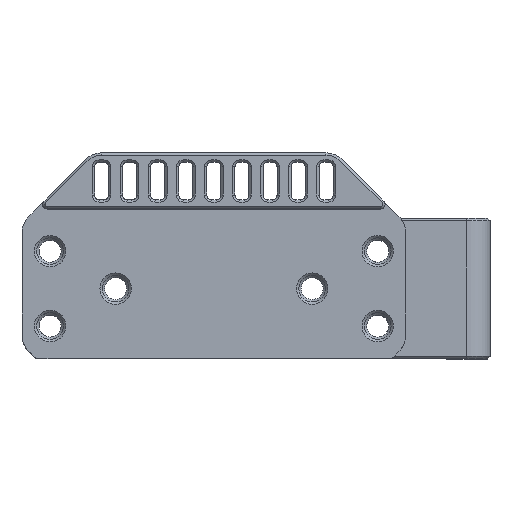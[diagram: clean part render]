
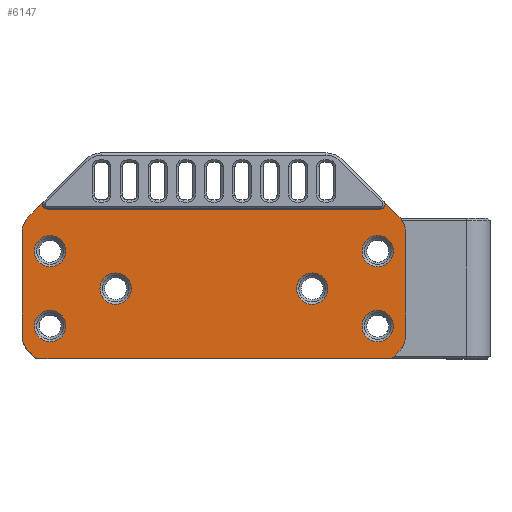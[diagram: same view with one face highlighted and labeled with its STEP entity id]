
A CAD part, top view. The second image highlights one B-rep face of the part: STEP entity #6147.
In plain terms, the highlighted planar face has unit normal (0, 0, 1).
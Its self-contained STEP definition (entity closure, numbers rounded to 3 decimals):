
#75=FACE_BOUND('',#1050,.T.);
#76=FACE_BOUND('',#1051,.T.);
#77=FACE_BOUND('',#1052,.T.);
#78=FACE_BOUND('',#1053,.T.);
#79=FACE_BOUND('',#1054,.T.);
#80=FACE_BOUND('',#1055,.T.);
#229=PLANE('',#6727);
#653=FACE_OUTER_BOUND('',#1049,.T.);
#1049=EDGE_LOOP('',(#5275,#5276,#5277,#5278,#5279,#5280,#5281,#5282,#5283,
#5284,#5285,#5286,#5287,#5288,#5289,#5290));
#1050=EDGE_LOOP('',(#5291));
#1051=EDGE_LOOP('',(#5292));
#1052=EDGE_LOOP('',(#5293));
#1053=EDGE_LOOP('',(#5294));
#1054=EDGE_LOOP('',(#5295));
#1055=EDGE_LOOP('',(#5296));
#1211=LINE('',#8763,#1810);
#1264=LINE('',#8978,#1863);
#1266=LINE('',#8983,#1865);
#1272=LINE('',#8995,#1871);
#1323=LINE('',#9153,#1922);
#1333=LINE('',#9181,#1932);
#1500=LINE('',#9622,#2099);
#1655=LINE('',#10038,#2254);
#1810=VECTOR('',#6911,10.);
#1863=VECTOR('',#7076,10.);
#1865=VECTOR('',#7082,10.);
#1871=VECTOR('',#7094,10.);
#1922=VECTOR('',#7273,10.);
#1932=VECTOR('',#7303,10.);
#2099=VECTOR('',#7790,10.);
#2254=VECTOR('',#8263,10.);
#2403=CIRCLE('',#6271,5.);
#2455=CIRCLE('',#6328,5.);
#2481=CIRCLE('',#6398,5.);
#2484=CIRCLE('',#6407,1.);
#2539=CIRCLE('',#6568,1.);
#2594=CIRCLE('',#6726,3.35);
#2595=CIRCLE('',#6728,1.);
#2596=CIRCLE('',#6729,1.);
#2597=CIRCLE('',#6730,5.);
#2598=CIRCLE('',#6731,3.35);
#2599=CIRCLE('',#6732,3.35);
#2600=CIRCLE('',#6733,3.35);
#2601=CIRCLE('',#6734,3.35);
#2602=CIRCLE('',#6735,3.35);
#2643=VERTEX_POINT('',#8739);
#2644=VERTEX_POINT('',#8740);
#2650=VERTEX_POINT('',#8761);
#2745=VERTEX_POINT('',#8957);
#2746=VERTEX_POINT('',#8958);
#2750=VERTEX_POINT('',#8976);
#2751=VERTEX_POINT('',#8982);
#2754=VERTEX_POINT('',#8994);
#2790=VERTEX_POINT('',#9143);
#2793=VERTEX_POINT('',#9151);
#2798=VERTEX_POINT('',#9171);
#2799=VERTEX_POINT('',#9173);
#2801=VERTEX_POINT('',#9179);
#2915=VERTEX_POINT('',#9618);
#3015=VERTEX_POINT('',#10031);
#3016=VERTEX_POINT('',#10035);
#3017=VERTEX_POINT('',#10037);
#3018=VERTEX_POINT('',#10041);
#3019=VERTEX_POINT('',#10043);
#3020=VERTEX_POINT('',#10045);
#3021=VERTEX_POINT('',#10047);
#3022=VERTEX_POINT('',#10049);
#3159=EDGE_CURVE('',#2643,#2644,#2403,.T.);
#3168=EDGE_CURVE('',#2643,#2650,#1211,.T.);
#3265=EDGE_CURVE('',#2745,#2746,#2455,.T.);
#3273=EDGE_CURVE('',#2745,#2750,#1264,.T.);
#3275=EDGE_CURVE('',#2751,#2644,#1266,.T.);
#3281=EDGE_CURVE('',#2754,#2746,#1272,.T.);
#3355=EDGE_CURVE('',#2750,#2790,#2481,.T.);
#3359=EDGE_CURVE('',#2790,#2793,#1323,.T.);
#3369=EDGE_CURVE('',#2798,#2799,#2484,.F.);
#3373=EDGE_CURVE('',#2801,#2798,#1333,.T.);
#3593=EDGE_CURVE('',#2915,#2793,#2539,.F.);
#3594=EDGE_CURVE('',#2915,#2799,#1500,.T.);
#3802=EDGE_CURVE('',#3015,#3015,#2594,.T.);
#3804=EDGE_CURVE('',#3016,#2650,#2595,.T.);
#3805=EDGE_CURVE('',#3016,#3017,#1655,.T.);
#3806=EDGE_CURVE('',#2754,#3017,#2596,.T.);
#3807=EDGE_CURVE('',#2801,#2751,#2597,.T.);
#3808=EDGE_CURVE('',#3018,#3018,#2598,.T.);
#3809=EDGE_CURVE('',#3019,#3019,#2599,.T.);
#3810=EDGE_CURVE('',#3020,#3020,#2600,.T.);
#3811=EDGE_CURVE('',#3021,#3021,#2601,.T.);
#3812=EDGE_CURVE('',#3022,#3022,#2602,.T.);
#5275=ORIENTED_EDGE('',*,*,#3159,.F.);
#5276=ORIENTED_EDGE('',*,*,#3168,.T.);
#5277=ORIENTED_EDGE('',*,*,#3804,.F.);
#5278=ORIENTED_EDGE('',*,*,#3805,.T.);
#5279=ORIENTED_EDGE('',*,*,#3806,.F.);
#5280=ORIENTED_EDGE('',*,*,#3281,.T.);
#5281=ORIENTED_EDGE('',*,*,#3265,.F.);
#5282=ORIENTED_EDGE('',*,*,#3273,.T.);
#5283=ORIENTED_EDGE('',*,*,#3355,.T.);
#5284=ORIENTED_EDGE('',*,*,#3359,.T.);
#5285=ORIENTED_EDGE('',*,*,#3593,.F.);
#5286=ORIENTED_EDGE('',*,*,#3594,.T.);
#5287=ORIENTED_EDGE('',*,*,#3369,.F.);
#5288=ORIENTED_EDGE('',*,*,#3373,.F.);
#5289=ORIENTED_EDGE('',*,*,#3807,.T.);
#5290=ORIENTED_EDGE('',*,*,#3275,.T.);
#5291=ORIENTED_EDGE('',*,*,#3808,.F.);
#5292=ORIENTED_EDGE('',*,*,#3809,.F.);
#5293=ORIENTED_EDGE('',*,*,#3810,.F.);
#5294=ORIENTED_EDGE('',*,*,#3811,.F.);
#5295=ORIENTED_EDGE('',*,*,#3812,.F.);
#5296=ORIENTED_EDGE('',*,*,#3802,.F.);
#6147=ADVANCED_FACE('',(#653,#75,#76,#77,#78,#79,#80),#229,.T.);
#6271=AXIS2_PLACEMENT_3D('',#8741,#6897,#6898);
#6328=AXIS2_PLACEMENT_3D('',#8959,#7064,#7065);
#6398=AXIS2_PLACEMENT_3D('',#9145,#7266,#7267);
#6407=AXIS2_PLACEMENT_3D('',#9174,#7295,#7296);
#6568=AXIS2_PLACEMENT_3D('',#9620,#7786,#7787);
#6726=AXIS2_PLACEMENT_3D('',#10032,#8256,#8257);
#6727=AXIS2_PLACEMENT_3D('',#10034,#8259,#8260);
#6728=AXIS2_PLACEMENT_3D('',#10036,#8261,#8262);
#6729=AXIS2_PLACEMENT_3D('',#10039,#8264,#8265);
#6730=AXIS2_PLACEMENT_3D('',#10040,#8266,#8267);
#6731=AXIS2_PLACEMENT_3D('',#10042,#8268,#8269);
#6732=AXIS2_PLACEMENT_3D('',#10044,#8270,#8271);
#6733=AXIS2_PLACEMENT_3D('',#10046,#8272,#8273);
#6734=AXIS2_PLACEMENT_3D('',#10048,#8274,#8275);
#6735=AXIS2_PLACEMENT_3D('',#10050,#8276,#8277);
#6897=DIRECTION('center_axis',(0.,0.,-1.));
#6898=DIRECTION('ref_axis',(0.924,0.383,0.));
#6911=DIRECTION('',(-0.707,0.707,0.));
#7064=DIRECTION('center_axis',(0.,0.,-1.));
#7065=DIRECTION('ref_axis',(-0.924,0.383,0.));
#7076=DIRECTION('',(0.,-1.,0.));
#7082=DIRECTION('',(0.,1.,0.));
#7094=DIRECTION('',(-0.707,-0.707,0.));
#7266=DIRECTION('center_axis',(0.,0.,1.));
#7267=DIRECTION('ref_axis',(-1.,0.,0.));
#7273=DIRECTION('',(0.707,-0.707,0.));
#7295=DIRECTION('center_axis',(0.,0.,-1.));
#7296=DIRECTION('ref_axis',(0.924,0.383,0.));
#7303=DIRECTION('',(-0.707,-0.707,0.));
#7786=DIRECTION('center_axis',(0.,0.,-1.));
#7787=DIRECTION('ref_axis',(-0.924,0.383,0.));
#7790=DIRECTION('',(1.,0.,0.));
#8256=DIRECTION('center_axis',(0.,0.,1.));
#8257=DIRECTION('ref_axis',(-1.,0.,0.));
#8259=DIRECTION('center_axis',(0.,0.,1.));
#8260=DIRECTION('ref_axis',(-1.,0.,0.));
#8261=DIRECTION('center_axis',(0.,0.,-1.));
#8262=DIRECTION('ref_axis',(0.383,0.924,0.));
#8263=DIRECTION('',(-1.,0.,0.));
#8264=DIRECTION('center_axis',(0.,0.,-1.));
#8265=DIRECTION('ref_axis',(-0.383,0.924,0.));
#8266=DIRECTION('center_axis',(0.,0.,1.));
#8267=DIRECTION('ref_axis',(0.707,-0.707,0.));
#8268=DIRECTION('center_axis',(0.,0.,1.));
#8269=DIRECTION('ref_axis',(-1.,0.,0.));
#8270=DIRECTION('center_axis',(0.,0.,1.));
#8271=DIRECTION('ref_axis',(-1.,0.,0.));
#8272=DIRECTION('center_axis',(0.,0.,1.));
#8273=DIRECTION('ref_axis',(-1.,0.,0.));
#8274=DIRECTION('center_axis',(0.,0.,1.));
#8275=DIRECTION('ref_axis',(-1.,0.,0.));
#8276=DIRECTION('center_axis',(0.,0.,1.));
#8277=DIRECTION('ref_axis',(-1.,0.,0.));
#8739=CARTESIAN_POINT('',(-19.464,13.464,152.));
#8740=CARTESIAN_POINT('',(-18.,9.929,152.));
#8741=CARTESIAN_POINT('Origin',(-23.,9.929,152.));
#8761=CARTESIAN_POINT('',(-20.707,14.707,152.));
#8763=CARTESIAN_POINT('',(-21.,15.,152.));
#8957=CARTESIAN_POINT('',(-100.,9.929,152.));
#8958=CARTESIAN_POINT('',(-98.536,13.464,152.));
#8959=CARTESIAN_POINT('Origin',(-95.,9.929,152.));
#8976=CARTESIAN_POINT('',(-100.,-11.929,152.));
#8978=CARTESIAN_POINT('',(-100.,7.929,152.));
#8982=CARTESIAN_POINT('',(-18.,-11.929,152.));
#8983=CARTESIAN_POINT('',(-18.,7.929,152.));
#8994=CARTESIAN_POINT('',(-97.293,14.707,152.));
#8995=CARTESIAN_POINT('',(-97.,15.,152.));
#9143=CARTESIAN_POINT('',(-98.536,-15.464,152.));
#9145=CARTESIAN_POINT('Origin',(-95.,-11.929,152.));
#9151=CARTESIAN_POINT('',(-95.293,-18.707,152.));
#9153=CARTESIAN_POINT('',(-98.536,-15.464,152.));
#9171=CARTESIAN_POINT('',(-22.642,-18.642,152.));
#9173=CARTESIAN_POINT('',(-23.409,-17.,152.));
#9174=CARTESIAN_POINT('Origin',(-23.409,-18.,152.));
#9179=CARTESIAN_POINT('',(-19.464,-15.464,152.));
#9181=CARTESIAN_POINT('',(-28.249,-24.249,152.));
#9618=CARTESIAN_POINT('',(-94.586,-17.,152.));
#9620=CARTESIAN_POINT('Origin',(-94.586,-18.,152.));
#9622=CARTESIAN_POINT('',(-40.,-17.,152.));
#10031=CARTESIAN_POINT('',(-20.65,8.,152.));
#10032=CARTESIAN_POINT('Origin',(-24.,8.,152.));
#10034=CARTESIAN_POINT('Origin',(-59.,-5.995,152.));
#10035=CARTESIAN_POINT('',(-21.414,15.,152.));
#10036=CARTESIAN_POINT('Origin',(-21.414,14.,152.));
#10037=CARTESIAN_POINT('',(-96.586,15.,152.));
#10038=CARTESIAN_POINT('',(-5.,15.,152.));
#10039=CARTESIAN_POINT('Origin',(-96.586,14.,152.));
#10040=CARTESIAN_POINT('Origin',(-23.,-11.929,152.));
#10041=CARTESIAN_POINT('',(-20.65,-8.,152.));
#10042=CARTESIAN_POINT('Origin',(-24.,-8.,152.));
#10043=CARTESIAN_POINT('',(-90.65,-8.,152.));
#10044=CARTESIAN_POINT('Origin',(-94.,-8.,152.));
#10045=CARTESIAN_POINT('',(-76.65,0.,152.));
#10046=CARTESIAN_POINT('Origin',(-80.,0.,152.));
#10047=CARTESIAN_POINT('',(-90.65,8.,152.));
#10048=CARTESIAN_POINT('Origin',(-94.,8.,152.));
#10049=CARTESIAN_POINT('',(-34.65,0.,152.));
#10050=CARTESIAN_POINT('Origin',(-38.,0.,152.));
